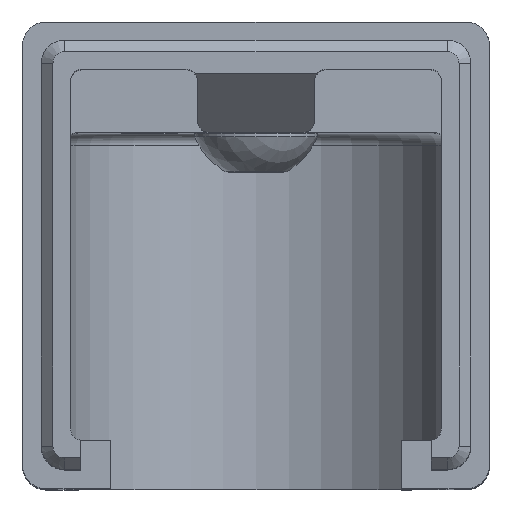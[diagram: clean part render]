
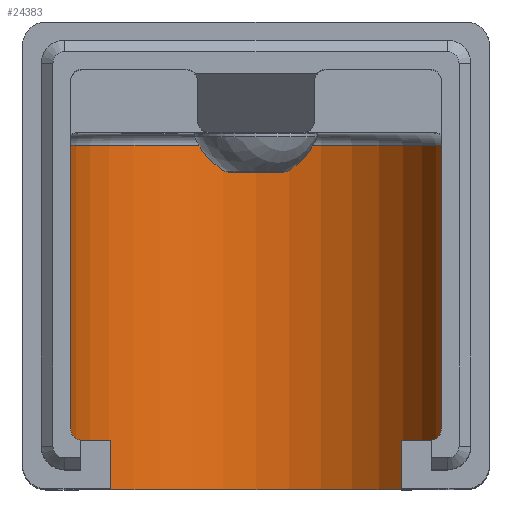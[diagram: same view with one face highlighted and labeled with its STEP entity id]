
A CAD part, top view. The second image highlights one B-rep face of the part: STEP entity #24383.
In plain terms, the highlighted cylindrical face has radius 16.4 mm (diameter 32.8 mm), a partial arc.
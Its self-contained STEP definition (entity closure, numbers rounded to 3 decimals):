
#241 = CARTESIAN_POINT ( 'NONE',  ( -16.4, 61.766, -23. ) ) ;
#621 = VECTOR ( 'NONE', #18779, 1000. ) ;
#803 = DIRECTION ( 'NONE',  ( -1., 0., 0. ) ) ;
#1265 = DIRECTION ( 'NONE',  ( 1., 0., 0. ) ) ;
#1710 = AXIS2_PLACEMENT_3D ( 'NONE', #23383, #23556, #803 ) ;
#1751 = ORIENTED_EDGE ( 'NONE', *, *, #19508, .F. ) ;
#2214 = CYLINDRICAL_SURFACE ( 'NONE', #19035, 16.4 ) ;
#2243 = VERTEX_POINT ( 'NONE', #18715 ) ;
#5250 = CARTESIAN_POINT ( 'NONE',  ( 0., -20., -23. ) ) ;
#6212 = EDGE_CURVE ( 'NONE', #7617, #22440, #22570, .T. ) ;
#7475 = CARTESIAN_POINT ( 'NONE',  ( -16.4, 9.5, -23. ) ) ;
#7617 = VERTEX_POINT ( 'NONE', #11900 ) ;
#7848 = VECTOR ( 'NONE', #14680, 1000. ) ;
#8519 = LINE ( 'NONE', #22992, #7848 ) ;
#8615 = ORIENTED_EDGE ( 'NONE', *, *, #26910, .T. ) ;
#9683 = EDGE_LOOP ( 'NONE', ( #1751, #20561, #16523, #8615 ) ) ;
#10666 = FACE_OUTER_BOUND ( 'NONE', #9683, .T. ) ;
#11900 = CARTESIAN_POINT ( 'NONE',  ( 16.4, 9.5, -23. ) ) ;
#14680 = DIRECTION ( 'NONE',  ( 0., -1., 0. ) ) ;
#15617 = CIRCLE ( 'NONE', #25188, 16.4 ) ;
#16523 = ORIENTED_EDGE ( 'NONE', *, *, #21917, .T. ) ;
#17828 = VERTEX_POINT ( 'NONE', #24135 ) ;
#18715 = CARTESIAN_POINT ( 'NONE',  ( -16.4, -20., -23. ) ) ;
#18779 = DIRECTION ( 'NONE',  ( 0., -1., 0. ) ) ;
#19035 = AXIS2_PLACEMENT_3D ( 'NONE', #20292, #26560, #22304 ) ;
#19508 = EDGE_CURVE ( 'NONE', #7617, #17828, #8519, .T. ) ;
#20292 = CARTESIAN_POINT ( 'NONE',  ( 0., 61.766, -23. ) ) ;
#20561 = ORIENTED_EDGE ( 'NONE', *, *, #6212, .T. ) ;
#21917 = EDGE_CURVE ( 'NONE', #22440, #2243, #26310, .T. ) ;
#22304 = DIRECTION ( 'NONE',  ( 1., 0., 0. ) ) ;
#22440 = VERTEX_POINT ( 'NONE', #7475 ) ;
#22570 = CIRCLE ( 'NONE', #1710, 16.4 ) ;
#22992 = CARTESIAN_POINT ( 'NONE',  ( 16.4, 61.766, -23. ) ) ;
#23383 = CARTESIAN_POINT ( 'NONE',  ( 0., 9.5, -23. ) ) ;
#23556 = DIRECTION ( 'NONE',  ( 0., 1., 0. ) ) ;
#24082 = DIRECTION ( 'NONE',  ( 0., -1., 0. ) ) ;
#24135 = CARTESIAN_POINT ( 'NONE',  ( 16.4, -20., -23. ) ) ;
#24383 = ADVANCED_FACE ( 'NONE', ( #10666 ), #2214, .F. ) ;
#25188 = AXIS2_PLACEMENT_3D ( 'NONE', #5250, #24082, #1265 ) ;
#26310 = LINE ( 'NONE', #241, #621 ) ;
#26560 = DIRECTION ( 'NONE',  ( 0., -1., 0. ) ) ;
#26910 = EDGE_CURVE ( 'NONE', #2243, #17828, #15617, .T. ) ;
